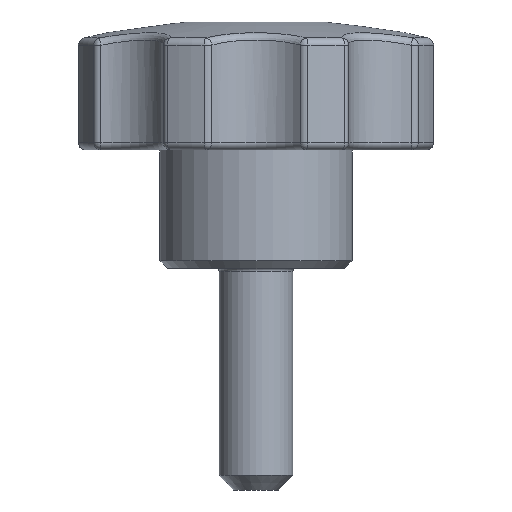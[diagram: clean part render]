
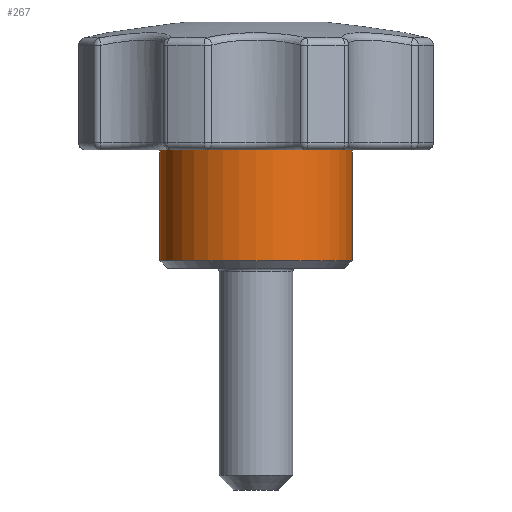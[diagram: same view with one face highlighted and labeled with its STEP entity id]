
A CAD part, front view. The second image highlights one B-rep face of the part: STEP entity #267.
In plain terms, the highlighted cylindrical face has radius 6.5 mm (diameter 13 mm), a full revolution.
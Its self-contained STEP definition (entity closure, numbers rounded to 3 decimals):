
#267 = ADVANCED_FACE( '', ( #580, #581 ), #582, .T. );
#580 = FACE_OUTER_BOUND( '', #2010, .T. );
#581 = FACE_OUTER_BOUND( '', #2011, .T. );
#582 = CYLINDRICAL_SURFACE( '', #2012, 6.5 );
#2010 = EDGE_LOOP( '', ( #3022 ) );
#2011 = EDGE_LOOP( '', ( #3023 ) );
#2012 = AXIS2_PLACEMENT_3D( '', #3024, #3025, #3026 );
#3022 = ORIENTED_EDGE( '', *, *, #3621, .T. );
#3023 = ORIENTED_EDGE( '', *, *, #3622, .F. );
#3024 = CARTESIAN_POINT( '', ( 0., 0., 57.15 ) );
#3025 = DIRECTION( '', ( 0., 0., -1. ) );
#3026 = DIRECTION( '', ( 1., 0., 0. ) );
#3621 = EDGE_CURVE( '', #4045, #4045, #4046, .T. );
#3622 = EDGE_CURVE( '', #4047, #4047, #4048, .T. );
#4045 = VERTEX_POINT( '', #5117 );
#4046 = CIRCLE( '', #5118, 6.5 );
#4047 = VERTEX_POINT( '', #5119 );
#4048 = CIRCLE( '', #5120, 6.5 );
#5117 = CARTESIAN_POINT( '', ( 6.5, 0., 0.5 ) );
#5118 = AXIS2_PLACEMENT_3D( '', #5829, #5830, #5831 );
#5119 = CARTESIAN_POINT( '', ( 6.5, 0., 8. ) );
#5120 = AXIS2_PLACEMENT_3D( '', #5832, #5833, #5834 );
#5829 = CARTESIAN_POINT( '', ( 0., 0., 0.5 ) );
#5830 = DIRECTION( '', ( 0., 0., 1. ) );
#5831 = DIRECTION( '', ( 1., 0., 0. ) );
#5832 = CARTESIAN_POINT( '', ( 0., 0., 8. ) );
#5833 = DIRECTION( '', ( 0., 0., 1. ) );
#5834 = DIRECTION( '', ( 1., 0., 0. ) );
